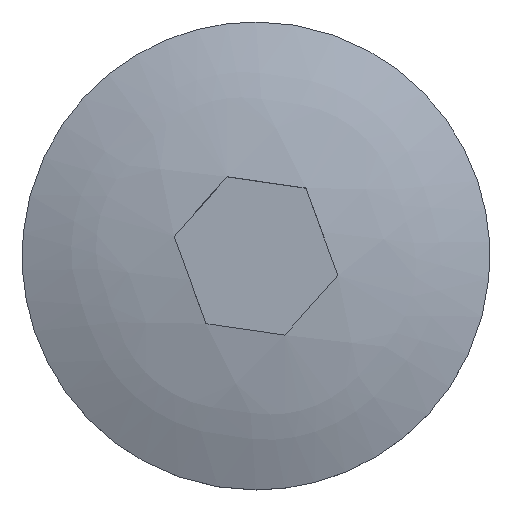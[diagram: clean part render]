
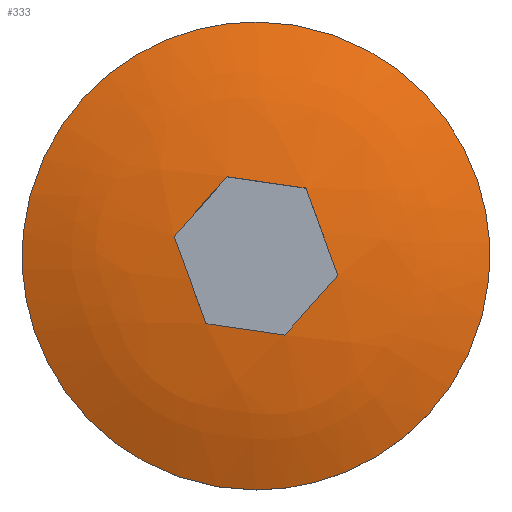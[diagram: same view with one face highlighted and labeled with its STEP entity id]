
A CAD part, top view. The second image highlights one B-rep face of the part: STEP entity #333.
In plain terms, the highlighted free-form (B-spline) face has degree [2, 2] with [4, 4] control points.
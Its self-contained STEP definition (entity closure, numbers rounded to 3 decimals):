
#60=CARTESIAN_POINT('',(-1.069,-1.448,6.332));
#61=VERTEX_POINT('',#60);
#62=CARTESIAN_POINT('',(0.616,-1.691,6.332));
#63=VERTEX_POINT('',#62);
#64=CARTESIAN_POINT('',(-1.069,-1.448,6.332));
#65=CARTESIAN_POINT('',(-0.227,-1.57,6.389));
#66=CARTESIAN_POINT('',(0.616,-1.691,6.332));
#74=(BOUNDED_CURVE()B_SPLINE_CURVE(2,(#64,#65,#66),.UNSPECIFIED.,.F.,.U.)CURVE()GEOMETRIC_REPRESENTATION_ITEM()QUASI_UNIFORM_CURVE()RATIONAL_B_SPLINE_CURVE((1.0,0.998,1.0))REPRESENTATION_ITEM(''));
#75=EDGE_CURVE('',#61,#63,#74,.T.);
#96=CARTESIAN_POINT('',(-1.75,0.422,6.332));
#97=VERTEX_POINT('',#96);
#98=CARTESIAN_POINT('',(-1.75,0.422,6.332));
#99=CARTESIAN_POINT('',(-1.41,-0.513,6.409));
#100=CARTESIAN_POINT('',(-1.069,-1.448,6.332));
#108=(BOUNDED_CURVE()B_SPLINE_CURVE(2,(#98,#99,#100),.UNSPECIFIED.,.F.,.U.)CURVE()GEOMETRIC_REPRESENTATION_ITEM()QUASI_UNIFORM_CURVE()RATIONAL_B_SPLINE_CURVE((1.0,0.997,1.0))REPRESENTATION_ITEM(''));
#109=EDGE_CURVE('',#97,#61,#108,.T.);
#126=CARTESIAN_POINT('',(-0.616,1.691,6.332));
#127=VERTEX_POINT('',#126);
#128=CARTESIAN_POINT('',(-0.616,1.691,6.332));
#129=CARTESIAN_POINT('',(-1.183,1.057,6.389));
#130=CARTESIAN_POINT('',(-1.75,0.422,6.332));
#138=(BOUNDED_CURVE()B_SPLINE_CURVE(2,(#128,#129,#130),.UNSPECIFIED.,.F.,.U.)CURVE()GEOMETRIC_REPRESENTATION_ITEM()QUASI_UNIFORM_CURVE()RATIONAL_B_SPLINE_CURVE((1.0,0.998,1.0))REPRESENTATION_ITEM(''));
#139=EDGE_CURVE('',#127,#97,#138,.T.);
#156=CARTESIAN_POINT('',(1.069,1.448,6.332));
#157=VERTEX_POINT('',#156);
#158=CARTESIAN_POINT('',(1.069,1.448,6.332));
#159=CARTESIAN_POINT('',(0.227,1.57,6.389));
#160=CARTESIAN_POINT('',(-0.616,1.691,6.332));
#168=(BOUNDED_CURVE()B_SPLINE_CURVE(2,(#158,#159,#160),.UNSPECIFIED.,.F.,.U.)CURVE()GEOMETRIC_REPRESENTATION_ITEM()QUASI_UNIFORM_CURVE()RATIONAL_B_SPLINE_CURVE((1.0,0.998,1.0))REPRESENTATION_ITEM(''));
#169=EDGE_CURVE('',#157,#127,#168,.T.);
#186=CARTESIAN_POINT('',(1.75,-0.422,6.332));
#187=VERTEX_POINT('',#186);
#188=CARTESIAN_POINT('',(1.75,-0.422,6.332));
#189=CARTESIAN_POINT('',(1.41,0.513,6.409));
#190=CARTESIAN_POINT('',(1.069,1.448,6.332));
#198=(BOUNDED_CURVE()B_SPLINE_CURVE(2,(#188,#189,#190),.UNSPECIFIED.,.F.,.U.)CURVE()GEOMETRIC_REPRESENTATION_ITEM()QUASI_UNIFORM_CURVE()RATIONAL_B_SPLINE_CURVE((1.0,0.997,1.0))REPRESENTATION_ITEM(''));
#199=EDGE_CURVE('',#187,#157,#198,.T.);
#216=CARTESIAN_POINT('',(0.616,-1.691,6.332));
#217=CARTESIAN_POINT('',(1.183,-1.057,6.389));
#218=CARTESIAN_POINT('',(1.75,-0.422,6.332));
#226=(BOUNDED_CURVE()B_SPLINE_CURVE(2,(#216,#217,#218),.UNSPECIFIED.,.F.,.U.)CURVE()GEOMETRIC_REPRESENTATION_ITEM()QUASI_UNIFORM_CURVE()RATIONAL_B_SPLINE_CURVE((1.0,0.998,1.0))REPRESENTATION_ITEM(''));
#227=EDGE_CURVE('',#63,#187,#226,.T.);
#235=CARTESIAN_POINT('',(-5.215,5.215,4.163));
#236=CARTESIAN_POINT('',(-5.455,2.728,5.258));
#237=CARTESIAN_POINT('',(-5.455,-2.728,5.258));
#238=CARTESIAN_POINT('',(-5.215,-5.215,4.163));
#239=CARTESIAN_POINT('',(-2.728,5.455,5.258));
#240=CARTESIAN_POINT('',(-2.86,2.86,6.458));
#241=CARTESIAN_POINT('',(-2.86,-2.86,6.458));
#242=CARTESIAN_POINT('',(-2.728,-5.455,5.258));
#243=CARTESIAN_POINT('',(2.728,5.455,5.258));
#244=CARTESIAN_POINT('',(2.86,2.86,6.458));
#245=CARTESIAN_POINT('',(2.86,-2.86,6.458));
#246=CARTESIAN_POINT('',(2.728,-5.455,5.258));
#247=CARTESIAN_POINT('',(5.215,5.215,4.163));
#248=CARTESIAN_POINT('',(5.455,2.728,5.258));
#249=CARTESIAN_POINT('',(5.455,-2.728,5.258));
#250=CARTESIAN_POINT('',(5.215,-5.215,4.163));
#258=(BOUNDED_SURFACE()B_SPLINE_SURFACE(2,2,((#235,#239,#243,#247),(#236,#240,#244,#248),(#237,#241,#245,#249),(#238,#242,#246,#250)),.UNSPECIFIED.,.F.,.F.,.U.)B_SPLINE_SURFACE_WITH_KNOTS((3,1,3),(3,1,3),(2.071,7.539,13.007),(2.072,7.539,13.007),.UNSPECIFIED.)GEOMETRIC_REPRESENTATION_ITEM()RATIONAL_B_SPLINE_SURFACE(((1.097,1.048,1.048,1.097),(1.048,1.0,1.0,1.048),(1.048,1.0,1.0,1.048),(1.097,1.048,1.048,1.097)))REPRESENTATION_ITEM('')SURFACE());
#259=CARTESIAN_POINT('',(-4.991,-0.305,5.458));
#260=VERTEX_POINT('',#259);
#261=CARTESIAN_POINT('',(0.0,5.0,5.458));
#262=VERTEX_POINT('',#261);
#263=CARTESIAN_POINT('',(-4.991,-0.305,5.458));
#264=CARTESIAN_POINT('',(-5.,-0.153,5.458));
#265=CARTESIAN_POINT('',(-5.,0.,5.458));
#266=CARTESIAN_POINT('',(-5.,5.,5.458));
#267=CARTESIAN_POINT('',(0.0,5.0,5.458));
#275=(BOUNDED_CURVE()B_SPLINE_CURVE(2,(#263,#264,#265,#266,#267),.UNSPECIFIED.,.F.,.U.)B_SPLINE_CURVE_WITH_KNOTS((3,2,3),(0.739,0.75,1.0),.UNSPECIFIED.)CURVE()GEOMETRIC_REPRESENTATION_ITEM()RATIONAL_B_SPLINE_CURVE((0.976,0.988,1.0,0.707,1.0))REPRESENTATION_ITEM(''));
#276=EDGE_CURVE('',#260,#262,#275,.T.);
#277=ORIENTED_EDGE('',*,*,#276,.F.);
#278=CARTESIAN_POINT('',(0.0,-5.0,5.458));
#279=VERTEX_POINT('',#278);
#280=CARTESIAN_POINT('',(0.0,-5.0,5.458));
#281=CARTESIAN_POINT('',(-4.704,-5.,5.458));
#282=CARTESIAN_POINT('',(-4.991,-0.305,5.458));
#290=(BOUNDED_CURVE()B_SPLINE_CURVE(2,(#280,#281,#282),.UNSPECIFIED.,.F.,.U.)B_SPLINE_CURVE_WITH_KNOTS((3,3),(0.5,0.739),.UNSPECIFIED.)CURVE()GEOMETRIC_REPRESENTATION_ITEM()RATIONAL_B_SPLINE_CURVE((1.0,0.72,0.976))REPRESENTATION_ITEM(''));
#291=EDGE_CURVE('',#279,#260,#290,.T.);
#292=ORIENTED_EDGE('',*,*,#291,.F.);
#293=CARTESIAN_POINT('',(4.991,0.305,5.458));
#294=VERTEX_POINT('',#293);
#295=CARTESIAN_POINT('',(4.991,0.305,5.458));
#296=CARTESIAN_POINT('',(5.,0.153,5.458));
#297=CARTESIAN_POINT('',(5.,0.,5.458));
#298=CARTESIAN_POINT('',(5.,-5.,5.458));
#299=CARTESIAN_POINT('',(0.0,-5.0,5.458));
#307=(BOUNDED_CURVE()B_SPLINE_CURVE(2,(#295,#296,#297,#298,#299),.UNSPECIFIED.,.F.,.U.)B_SPLINE_CURVE_WITH_KNOTS((3,2,3),(0.239,0.25,0.5),.UNSPECIFIED.)CURVE()GEOMETRIC_REPRESENTATION_ITEM()RATIONAL_B_SPLINE_CURVE((0.976,0.988,1.0,0.707,1.0))REPRESENTATION_ITEM(''));
#308=EDGE_CURVE('',#294,#279,#307,.T.);
#309=ORIENTED_EDGE('',*,*,#308,.F.);
#310=CARTESIAN_POINT('',(0.0,5.0,5.458));
#311=CARTESIAN_POINT('',(4.704,5.,5.458));
#312=CARTESIAN_POINT('',(4.991,0.305,5.458));
#320=(BOUNDED_CURVE()B_SPLINE_CURVE(2,(#310,#311,#312),.UNSPECIFIED.,.F.,.U.)B_SPLINE_CURVE_WITH_KNOTS((3,3),(0.0,0.239),.UNSPECIFIED.)CURVE()GEOMETRIC_REPRESENTATION_ITEM()RATIONAL_B_SPLINE_CURVE((1.0,0.72,0.976))REPRESENTATION_ITEM(''));
#321=EDGE_CURVE('',#262,#294,#320,.T.);
#322=ORIENTED_EDGE('',*,*,#321,.F.);
#323=EDGE_LOOP('',(#277,#292,#309,#322));
#324=FACE_OUTER_BOUND('',#323,.T.);
#325=ORIENTED_EDGE('',*,*,#227,.F.);
#326=ORIENTED_EDGE('',*,*,#75,.F.);
#327=ORIENTED_EDGE('',*,*,#109,.F.);
#328=ORIENTED_EDGE('',*,*,#139,.F.);
#329=ORIENTED_EDGE('',*,*,#169,.F.);
#330=ORIENTED_EDGE('',*,*,#199,.F.);
#331=EDGE_LOOP('',(#325,#326,#327,#328,#329,#330));
#332=FACE_BOUND('',#331,.T.);
#333=ADVANCED_FACE('',(#324,#332),#258,.T.);
